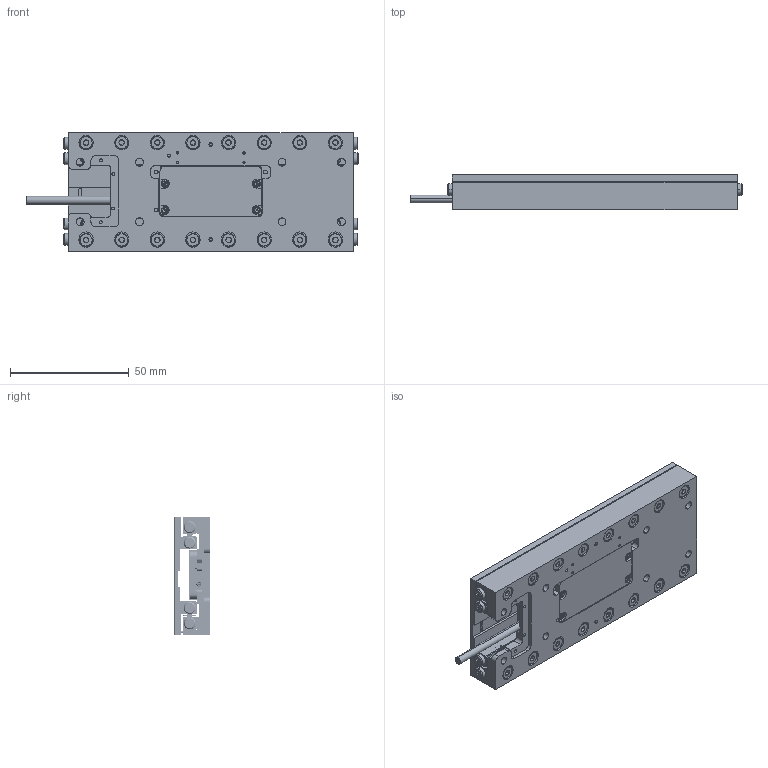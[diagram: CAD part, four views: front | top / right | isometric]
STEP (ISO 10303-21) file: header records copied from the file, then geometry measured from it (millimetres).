
FILE_DESCRIPTION (( 'STEP AP214' ), '1' );
FILE_NAME ('PPS-50-X30XX.STEP', '2025-01-21T21:13:05', ( '' ), ( '' ), 'SwSTEP 2.0', 'SolidWorks 2023', '' );
FILE_SCHEMA (( 'AUTOMOTIVE_DESIGN' ));
Length unit declared in the file: millimetre
Products named in the file (13): 431785 Cable Clamp, PPS-50LM; PPS-50-X30XX; SCREW, MS-PPH, M-JCIS_M2.5 x 0.45 x 6mm; PPS-50LM, Carriage_Master Part_120, Piezo Motor Version ; SCREW, MS-PPH, M-JCIS_M2 x 0.4 x 4mm; SCREW, MS-PPH, M-JCIS_M1.2 x 0.25 x 3mm; Cage, Slide Way, NB, SV2000_SV 2120-21Z; Screw, SHCS-L, M-DIN_M3 x 0.5 x 08mm; SCREW, MS-PPH, M-JCIS_M2 x 0.4 x 5mm; PPS-50LM, Base_Master Part_L120; 110375 Motor, Linear, Sierramotion 2051-1-000-XX Series, Coil_DEMO; 130325 Bearing, Slide Way, NB, SV2000_SV 2120; Cooner Black Cable_L60
Assembly tree (50 placements, depth 2):
  PPS-50-X30XX
    PPS-50LM, Base_Master Part_L120
    PPS-50LM, Carriage_Master Part_120, Piezo Motor Version 
    130325 Bearing, Slide Way, NB, SV2000_SV 2120  x4
    Cage, Slide Way, NB, SV2000_SV 2120-21Z  x2
    SCREW, MS-PPH, M-JCIS_M1.2 x 0.25 x 3mm
    110375 Motor, Linear, Sierramotion 2051-1-000-XX Series, Coil_DEMO
    SCREW, MS-PPH, M-JCIS_M2 x 0.4 x 4mm  x4
    Cooner Black Cable_L60
    SCREW, MS-PPH, M-JCIS_M2 x 0.4 x 5mm  x2
    431785 Cable Clamp, PPS-50LM
    SCREW, MS-PPH, M-JCIS_M2.5 x 0.45 x 6mm  x16
    Screw, SHCS-L, M-DIN_M3 x 0.5 x 08mm  x16
Bounding box: 139.8 x 15 x 50 mm (x, y, z)
Volume: 62391.7 mm3; surface area: 57386.7 mm2
Topology: 63 solids, 63 shells, 2281 faces, 5620 edges, 3555 vertices
Faces by surface type: plane 1126, cylinder 743, torus 266, cone 122, bspline 24
Entity records: 77621 total; most frequent: CARTESIAN_POINT 51217, DIRECTION 5628, ORIENTED_EDGE 5206, EDGE_CURVE 2603, AXIS2_PLACEMENT_3D 2082, VERTEX_POINT 1699, VECTOR 1464, LINE 1464
